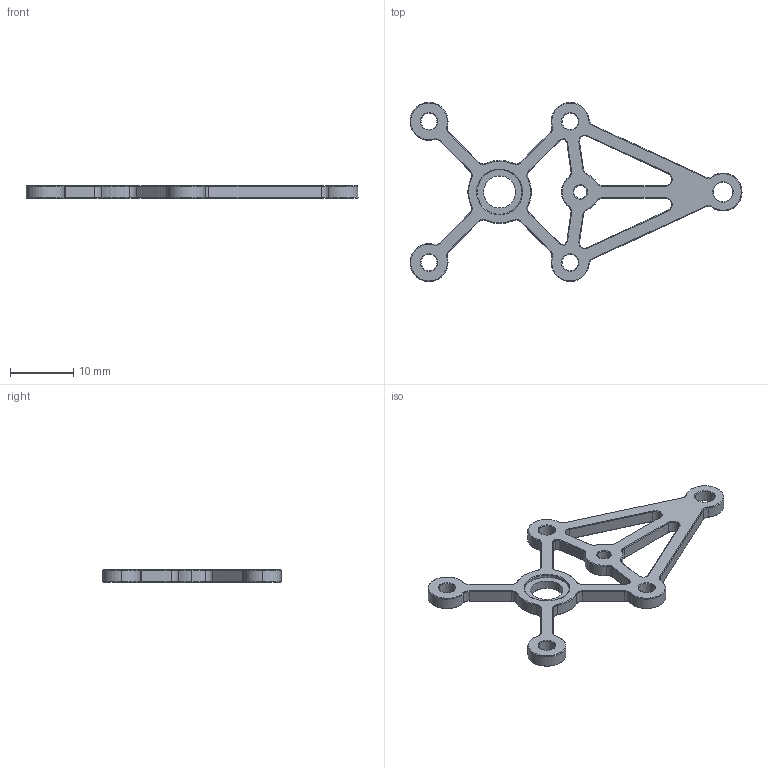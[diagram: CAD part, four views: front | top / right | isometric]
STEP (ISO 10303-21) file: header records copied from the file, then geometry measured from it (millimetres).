
FILE_DESCRIPTION (( 'STEP AP203' ), '1' );
FILE_NAME ('熬厒ん.STEP', '2020-02-27T10:18:02', ( '' ), ( '' ), 'SwSTEP 2.0', 'SolidWorks 2020', '' );
FILE_SCHEMA (( 'CONFIG_CONTROL_DESIGN' ));
Length unit declared in the file: millimetre
Products named in the file (1): 熬厒ん
Bounding box: 52.39 x 28.27 x 2 mm (x, y, z)
Volume: 796.4 mm3; surface area: 1476 mm2
Topology: 1 solids, 1 shells, 283 faces, 664 edges, 384 vertices
Faces by surface type: cone 148, cylinder 78, plane 57
Entity records: 8127 total; most frequent: DIRECTION 1536, CARTESIAN_POINT 1356, ORIENTED_EDGE 1328, EDGE_CURVE 664, AXIS2_PLACEMENT_3D 596, VERTEX_POINT 384, LINE 344, VECTOR 344
